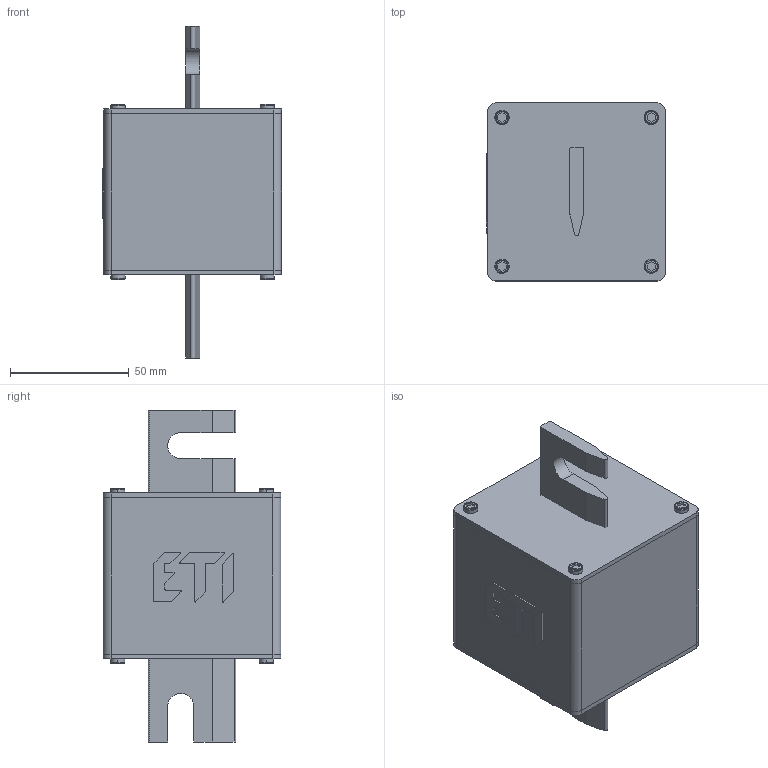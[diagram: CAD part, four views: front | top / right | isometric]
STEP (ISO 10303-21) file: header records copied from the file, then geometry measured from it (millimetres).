
FILE_DESCRIPTION((''),'2;1');
FILE_NAME('S3BAT110_800VDC_NEW_ASM','2020-10-16T',('marketing.praksa'),('Audax d.o.o.'),'CREO PARAMETRIC BY PTC INC, 2017480','CREO PARAMETRIC BY PTC INC, 2017480','');
FILE_SCHEMA(('AUTOMOTIVE_DESIGN { 1 0 10303 214 1 1 1 1 }'));
Length unit declared in the file: millimetre
Products named in the file (130): OPEN_CASCADE_STEP_TRANSLATO-546; OPEN_CASCADE_STEP_TRANSLAT-2054; OPEN_CASCADE_STEP_TRANSLAT-2781; OPEN_CASCADE_STEP_TRANSLATO-528_ASM; OPEN_CASCADE_STEP_TRANSLAT-4986; OPEN_CASCADE_STEP_TRANSLAT-6455; OPEN_CASCADE_STEP_TRANSLAT-7140; OPEN_CASCADE_STEP_TRANSLAT-7233; OPEN_CASCADE_STEP_TRANSLAT-7326; OPEN_CASCADE_STEP_TRANSLAT-7419; OPEN_CASCADE_STEP_TRANSLAT-7512; OPEN_CASCADE_STEP_TRANSLAT-7605; OPEN_CASCADE_STEP_TRANSLAT-7730; OPEN_CASCADE_STEP_TRANSLAT-7823; OPEN_CASCADE_STEP_TRANSLAT-79_2; OPEN_CASCADE_STEP_TRANSLAT-8081; OPEN_CASCADE_STEP_TRANSLAT-8178; OPEN_CASCADE_STEP_TRANSLAT-8275; OPEN_CASCADE_STEP_TRANSLAT-8370; OPEN_CASCADE_STEP_TRANSLAT-8441; OPEN_CASCADE_STEP_TRANSLAT-8536; OPEN_CASCADE_STEP_TRANSLAT-8633; OPEN_CASCADE_STEP_TRANSLAT-8726; OPEN_CASCADE_STEP_TRANSLAT-8819; OPEN_CASCADE_STEP_TRANSLAT-8912; OPEN_CASCADE_STEP_TRANSLAT-9005; OPEN_CASCADE_STEP_TRANSLAT-9098; OPEN_CASCADE_STEP_TRANSLAT-9223; OPEN_CASCADE_STEP_TRANSLAT-9316; OPEN_CASCADE_STEP_TRANSLAT-9413; OPEN_CASCADE_STEP_TRANSLAT-9574; OPEN_CASCADE_STEP_TRANSLAT-9671; OPEN_CASCADE_STEP_TRANSLAT-9768; OPEN_CASCADE_STEP_TRANSLAT-9863; OPEN_CASCADE_STEP_TRANSLAT-9934; OPEN_CASCADE_STEP_TRANSLA-10029; OPEN_CASCADE_STEP_TRANSLA-10126; OPEN_CASCADE_STEP_TRANSLA-10219; OPEN_CASCADE_STEP_TRANSLA-10312; OPEN_CASCADE_STEP_TRANSLA-10405 ...
Assembly tree (129 placements, depth 4):
  S3BAT110_800VDC_NEW_ASM
    OPEN_CASCADE_STEP_TRANSLATOR_25_ASM
      OPEN_CASCADE_STEP_TRANSLATO-528_ASM
        OPEN_CASCADE_STEP_TRANSLATO-546
        OPEN_CASCADE_STEP_TRANSLAT-2054
        OPEN_CASCADE_STEP_TRANSLAT-2781
      OPEN_CASCADE_STEP_TRANSLAT-4986
      OPEN_CASCADE_STEP_TRANSLAT-6455
      OPEN_CASCADE_STEP_TRANSLAT-7140
      OPEN_CASCADE_STEP_TRANSLAT-7233
      OPEN_CASCADE_STEP_TRANSLAT-7326
      OPEN_CASCADE_STEP_TRANSLAT-7419
      OPEN_CASCADE_STEP_TRANSLAT-7512
      OPEN_CASCADE_STEP_TRANSLAT-7605
      OPEN_CASCADE_STEP_TRANSLAT-7730
      OPEN_CASCADE_STEP_TRANSLAT-7823
      OPEN_CASCADE_STEP_TRANSLAT-79_2
      OPEN_CASCADE_STEP_TRANSLAT-8081
      OPEN_CASCADE_STEP_TRANSLAT-8178
      OPEN_CASCADE_STEP_TRANSLAT-8275
      OPEN_CASCADE_STEP_TRANSLAT-8370
      OPEN_CASCADE_STEP_TRANSLAT-8441
      OPEN_CASCADE_STEP_TRANSLAT-8536
      OPEN_CASCADE_STEP_TRANSLAT-8633
      OPEN_CASCADE_STEP_TRANSLAT-8726
      OPEN_CASCADE_STEP_TRANSLAT-8819
      OPEN_CASCADE_STEP_TRANSLAT-8912
      OPEN_CASCADE_STEP_TRANSLAT-9005
      OPEN_CASCADE_STEP_TRANSLAT-9098
      OPEN_CASCADE_STEP_TRANSLAT-9223
      OPEN_CASCADE_STEP_TRANSLAT-9316
      OPEN_CASCADE_STEP_TRANSLAT-9413
      OPEN_CASCADE_STEP_TRANSLAT-9574
      OPEN_CASCADE_STEP_TRANSLAT-9671
      OPEN_CASCADE_STEP_TRANSLAT-9768
      OPEN_CASCADE_STEP_TRANSLAT-9863
      OPEN_CASCADE_STEP_TRANSLAT-9934
      OPEN_CASCADE_STEP_TRANSLA-10029
      OPEN_CASCADE_STEP_TRANSLA-10126
      OPEN_CASCADE_STEP_TRANSLA-10219
      OPEN_CASCADE_STEP_TRANSLA-10312
      OPEN_CASCADE_STEP_TRANSLA-10405
      OPEN_CASCADE_STEP_TRANSLA-10498
      OPEN_CASCADE_STEP_TRANSLA-10591
      OPEN_CASCADE_STEP_TRANSLA-10716
      OPEN_CASCADE_STEP_TRANSLA-10809
      OPEN_CASCADE_STEP_TRANSLA-10906
      OPEN_CASCADE_STEP_TRANSLA-11067
      OPEN_CASCADE_STEP_TRANSLA-11164
      OPEN_CASCADE_STEP_TRANSLA-11261
      OPEN_CASCADE_STEP_TRANSLA-11356
      OPEN_CASCADE_STEP_TRANSLA-114_1
      OPEN_CASCADE_STEP_TRANSLA-11522
      OPEN_CASCADE_STEP_TRANSLA-11619
      OPEN_CASCADE_STEP_TRANSLA-11712
      OPEN_CASCADE_STEP_TRANSLA-11805
      OPEN_CASCADE_STEP_TRANSLA-11898
      OPEN_CASCADE_STEP_TRANSLA-11991
      OPEN_CASCADE_STEP_TRANSLA-12084
      OPEN_CASCADE_STEP_TRANSLA-12209
Bounding box: 75.54 x 75 x 140 mm (x, y, z)
Volume: 422674.4 mm3; surface area: 69504.9 mm2
Topology: 7 solids, 127 shells, 224 faces, 792 edges, 702 vertices
Faces by surface type: plane 134, cylinder 58, torus 32
Entity records: 20202 total; most frequent: CARTESIAN_POINT 3026, DIRECTION 2178, PRESENTATION_STYLE_ASSIGNMENT 1111, STYLED_ITEM 1111, ORIENTED_EDGE 1072, AXIS2_PLACEMENT_3D 836, EDGE_CURVE 792, CURVE_STYLE 776
